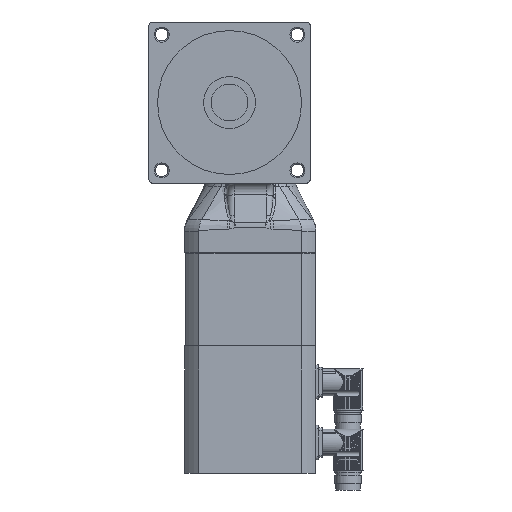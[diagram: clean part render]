
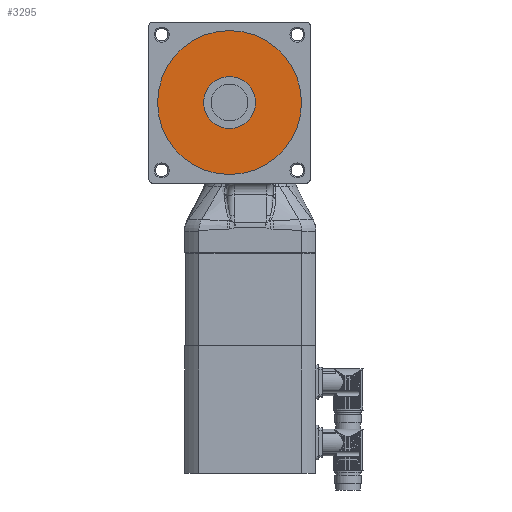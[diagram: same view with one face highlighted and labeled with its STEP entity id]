
A CAD part, front view. The second image highlights one B-rep face of the part: STEP entity #3295.
In plain terms, the highlighted face is planar.
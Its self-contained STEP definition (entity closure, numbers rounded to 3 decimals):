
#1552=FACE_BOUND('',#5266,.T.);
#2421=CIRCLE('',#15158,22.5);
#2422=CIRCLE('',#15159,62.5);
#3295=ADVANCED_FACE('',(#1552,#4294),#3480,.T.);
#3480=PLANE('',#15160);
#4294=FACE_OUTER_BOUND('',#5267,.T.);
#5266=EDGE_LOOP('',(#9224));
#5267=EDGE_LOOP('',(#9225));
#9224=ORIENTED_EDGE('',*,*,#12474,.F.);
#9225=ORIENTED_EDGE('',*,*,#12475,.T.);
#10487=VERTEX_POINT('',#35655);
#10488=VERTEX_POINT('',#35657);
#12474=EDGE_CURVE('',#10487,#10487,#2421,.T.);
#12475=EDGE_CURVE('',#10488,#10488,#2422,.T.);
#15158=AXIS2_PLACEMENT_3D('',#35654,#18810,#18811);
#15159=AXIS2_PLACEMENT_3D('',#35656,#18812,#18813);
#15160=AXIS2_PLACEMENT_3D('',#35658,#18814,#18815);
#18810=DIRECTION('',(1.,0.,0.));
#18811=DIRECTION('',(0.,0.,-1.));
#18812=DIRECTION('',(1.,0.,0.));
#18813=DIRECTION('',(0.,0.,-1.));
#18814=DIRECTION('',(1.,0.,0.));
#18815=DIRECTION('',(0.,0.,-1.));
#35654=CARTESIAN_POINT('',(71.,0.,0.));
#35655=CARTESIAN_POINT('',(71.,0.,-22.5));
#35656=CARTESIAN_POINT('',(71.,0.,0.));
#35657=CARTESIAN_POINT('',(71.,0.,-62.5));
#35658=CARTESIAN_POINT('',(71.,0.,0.));
